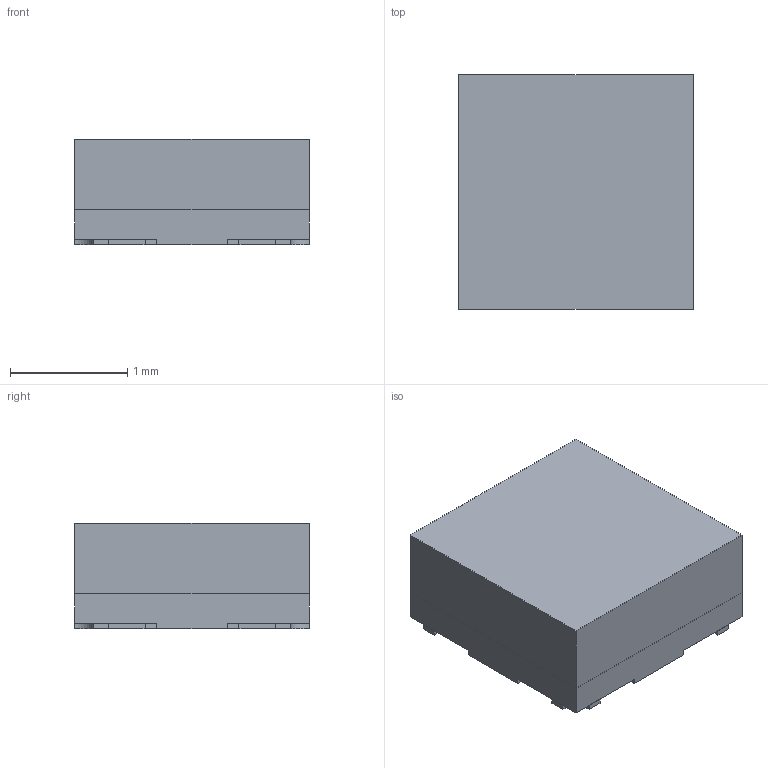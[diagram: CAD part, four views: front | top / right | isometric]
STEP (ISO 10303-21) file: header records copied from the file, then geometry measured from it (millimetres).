
FILE_DESCRIPTION( ( 'Unknown' ), '1' );
FILE_NAME( '1502024017310.stp', 'Unknown', ( 'Unknown' ), ( 'Unknown' ), 'PSStep 21.0.46', 'Unknown', ' ' );
FILE_SCHEMA( ( 'AUTOMOTIVE_DESIGN { 1 0 10303 214 1 1 1 1 }' ) );
Length unit declared in the file: millimetre
Products named in the file (7): Assem1; PCB; Contacts; Resin
Assembly tree (6 placements, depth 2):
  Assem1
    PCB
    Contacts
    Contacts
    Contacts
    Contacts
    Resin
Bounding box: 2 x 2 x 0.9 mm (x, y, z)
Volume: 3.7 mm3; surface area: 27.2 mm2
Topology: 6 solids, 6 shells, 187 faces, 426 edges, 284 vertices
Faces by surface type: plane 144, cylinder 30, bspline 9, extrusion 4
Full cylindrical faces by diameter (mm): 0.048 x18
Entity records: 7469 total; most frequent: CARTESIAN_POINT 1681, DIRECTION 831, ORIENTED_EDGE 790, EDGE_CURVE 395, VECTOR 313, LINE 309, VERTEX_POINT 284, EDGE_LOOP 269
